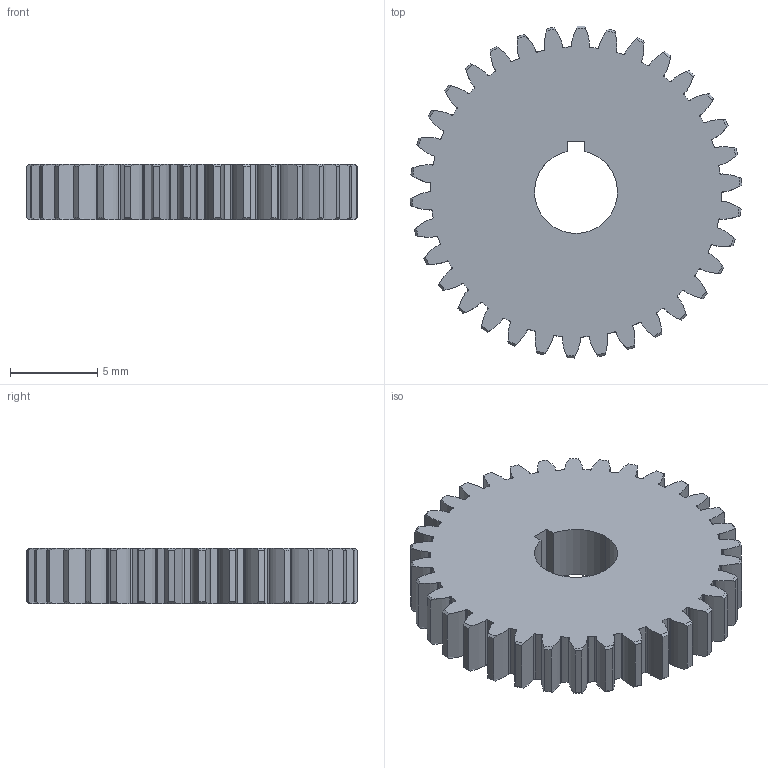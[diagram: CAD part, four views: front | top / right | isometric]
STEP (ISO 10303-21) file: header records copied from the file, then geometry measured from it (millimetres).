
FILE_DESCRIPTION (( 'STEP AP214' ), '1' );
FILE_NAME ('48dp-20pa-34t spur gear.STEP', '2021-08-15T11:33:02', ( '' ), ( '' ), 'SwSTEP 2.0', 'SolidWorks 2019', '' );
FILE_SCHEMA (( 'AUTOMOTIVE_DESIGN' ));
Length unit declared in the file: inch
Products named in the file (1): 48dp-20pa-34t spur gear
Bounding box: 19.03 x 19.05 x 3.17 mm (x, y, z)
Volume: 740 mm3; surface area: 879.2 mm2
Topology: 1 solids, 1 shells, 365 faces, 1089 edges, 726 vertices
Faces by surface type: cylinder 156, plane 73, cone 68, bspline 68
Entity records: 17187 total; most frequent: CARTESIAN_POINT 7689, ORIENTED_EDGE 2178, DIRECTION 1793, EDGE_CURVE 1089, VERTEX_POINT 726, AXIS2_PLACEMENT_3D 678, VECTOR 437, LINE 437
